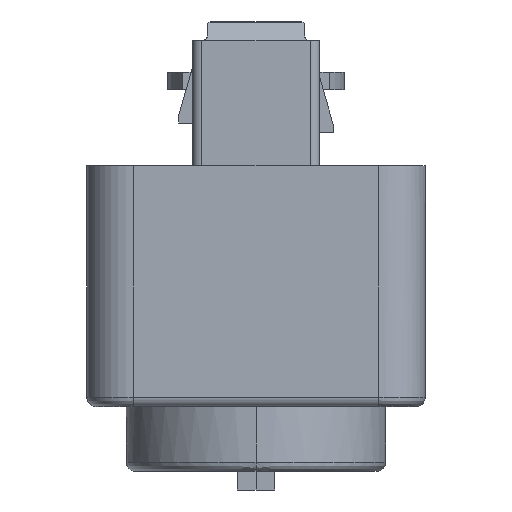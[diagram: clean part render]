
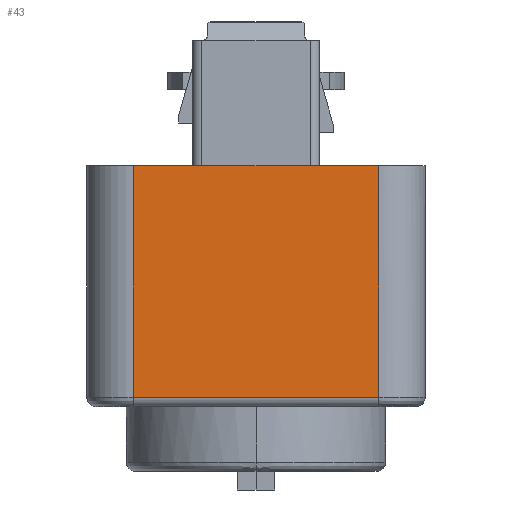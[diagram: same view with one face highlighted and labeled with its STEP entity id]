
A CAD part, left-side view. The second image highlights one B-rep face of the part: STEP entity #43.
In plain terms, the highlighted planar face has unit normal (-1, 0, 0).
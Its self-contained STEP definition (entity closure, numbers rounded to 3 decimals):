
#43=ADVANCED_FACE('',(#231),#2855,.T.);
#231=FACE_OUTER_BOUND('',#419,.T.);
#419=EDGE_LOOP('',(#674,#675,#676,#677,#678,#679));
#674=ORIENTED_EDGE('',*,*,#1587,.T.);
#675=ORIENTED_EDGE('',*,*,#1588,.T.);
#676=ORIENTED_EDGE('',*,*,#1589,.T.);
#677=ORIENTED_EDGE('',*,*,#1716,.F.);
#678=ORIENTED_EDGE('',*,*,#1590,.T.);
#679=ORIENTED_EDGE('',*,*,#1585,.F.);
#1585=EDGE_CURVE('',#2516,#2517,#2169,.T.);
#1587=EDGE_CURVE('',#2516,#2518,#2170,.T.);
#1588=EDGE_CURVE('',#2518,#2519,#2171,.T.);
#1589=EDGE_CURVE('',#2519,#2521,#2172,.T.);
#1590=EDGE_CURVE('',#2520,#2517,#2173,.T.);
#1716=EDGE_CURVE('',#2520,#2521,#2270,.T.);
#2169=B_SPLINE_CURVE_WITH_KNOTS('',1,(#5825,#5826),.UNSPECIFIED.,.F.,.F.,
(2,2),(0.,25.),.UNSPECIFIED.);
#2170=B_SPLINE_CURVE_WITH_KNOTS('',1,(#5830,#5831),.UNSPECIFIED.,.F.,.F.,
(2,2),(0.,26.5),.UNSPECIFIED.);
#2171=B_SPLINE_CURVE_WITH_KNOTS('',1,(#5832,#5833),.UNSPECIFIED.,.F.,.F.,
(2,2),(0.,25.),.UNSPECIFIED.);
#2172=B_SPLINE_CURVE_WITH_KNOTS('',1,(#5834,#5835),.UNSPECIFIED.,.F.,.F.,
(2,2),(0.,7.4),.UNSPECIFIED.);
#2173=B_SPLINE_CURVE_WITH_KNOTS('',1,(#5836,#5837),.UNSPECIFIED.,.F.,.F.,
(2,2),(19.1,26.5),.UNSPECIFIED.);
#2270=B_SPLINE_CURVE_WITH_KNOTS('',1,(#6212,#6213),.UNSPECIFIED.,.F.,.F.,
(2,2),(0.,11.7),.UNSPECIFIED.);
#2516=VERTEX_POINT('',#5417);
#2517=VERTEX_POINT('',#5418);
#2518=VERTEX_POINT('',#5419);
#2519=VERTEX_POINT('',#5420);
#2520=VERTEX_POINT('',#5421);
#2521=VERTEX_POINT('',#5422);
#2855=PLANE('',#2988);
#2988=AXIS2_PLACEMENT_3D('',#3634,#3104,$);
#3104=DIRECTION('',(-1.,0.,0.));
#3634=CARTESIAN_POINT('',(0.,41.162,-36.012));
#5417=CARTESIAN_POINT('',(0.,38.5,-33.5));
#5418=CARTESIAN_POINT('',(0.,38.5,-8.5));
#5419=CARTESIAN_POINT('',(0.,12.,-33.5));
#5420=CARTESIAN_POINT('',(0.,12.,-8.5));
#5421=CARTESIAN_POINT('',(0.,31.1,-8.5));
#5422=CARTESIAN_POINT('',(0.,19.4,-8.5));
#5825=CARTESIAN_POINT('',(0.,38.5,-33.5));
#5826=CARTESIAN_POINT('',(0.,38.5,-8.5));
#5830=CARTESIAN_POINT('',(0.,38.5,-33.5));
#5831=CARTESIAN_POINT('',(0.,12.,-33.5));
#5832=CARTESIAN_POINT('',(0.,12.,-33.5));
#5833=CARTESIAN_POINT('',(0.,12.,-8.5));
#5834=CARTESIAN_POINT('',(0.,12.,-8.5));
#5835=CARTESIAN_POINT('',(0.,19.4,-8.5));
#5836=CARTESIAN_POINT('',(0.,31.1,-8.5));
#5837=CARTESIAN_POINT('',(0.,38.5,-8.5));
#6212=CARTESIAN_POINT('',(0.,31.1,-8.5));
#6213=CARTESIAN_POINT('',(0.,19.4,-8.5));
